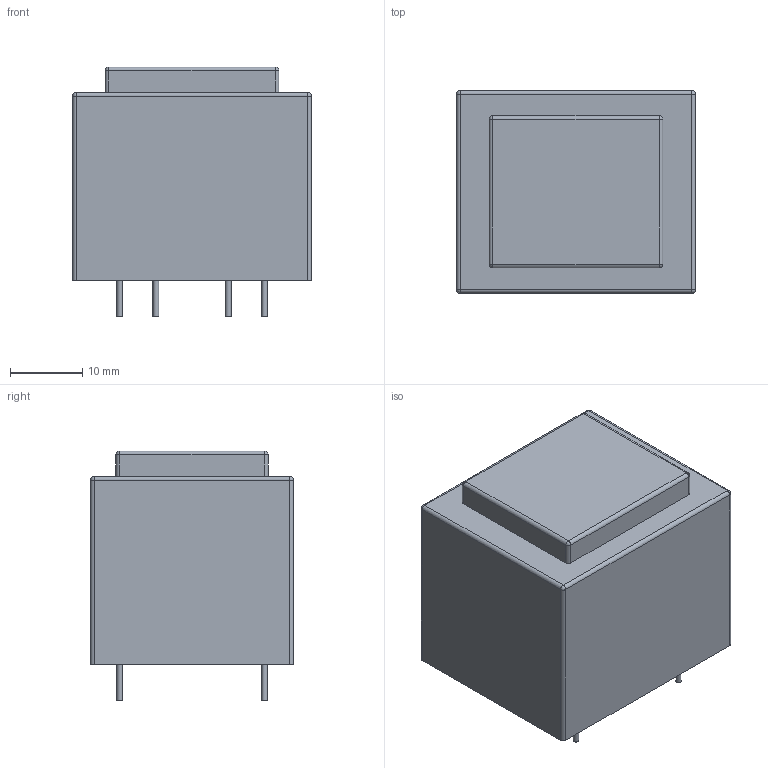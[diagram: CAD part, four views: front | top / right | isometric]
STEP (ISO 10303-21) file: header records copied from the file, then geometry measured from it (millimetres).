
FILE_DESCRIPTION(('STEP AP214'), '1');
FILE_NAME('ﾒﾏﾊ-2', '', ('UNSPECIFIED'), ('UNSPECIFIED'), 'ASCON STEP Converter 1.6', 'ASCON Math Kernel', '');
FILE_SCHEMA(('AUTOMOTIVE_DESIGN { 1 0 10303 214 3 1 1}'));
Length unit declared in the file: millimetre
Products named in the file (1): ﾒﾏﾊ-2
Bounding box: 33 x 28 x 34.5 mm (x, y, z)
Volume: 25780.5 mm3; surface area: 5314.2 mm2
Topology: 1 solids, 1 shells, 43 faces, 92 edges, 48 vertices
Faces by surface type: cylinder 20, plane 15, sphere 8
Full cylindrical faces by diameter (mm): 0.8 x4
Entity records: 1454 total; most frequent: DIRECTION 208, CARTESIAN_POINT 172, ORIENTED_EDGE 160, AXIS2_PLACEMENT_3D 84, EDGE_CURVE 80, EDGE_LOOP 52, VERTEX_POINT 48, COLOUR_RGB 44
